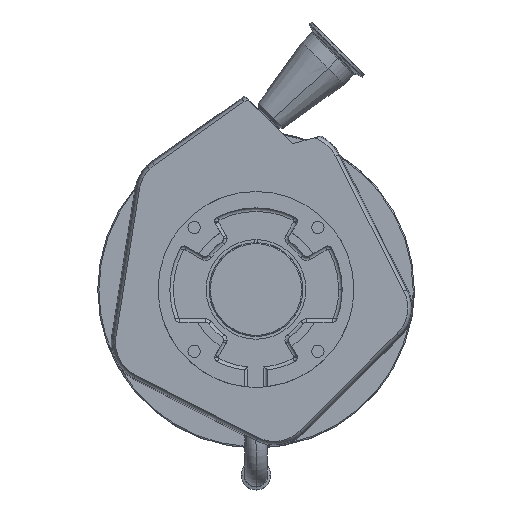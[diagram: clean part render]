
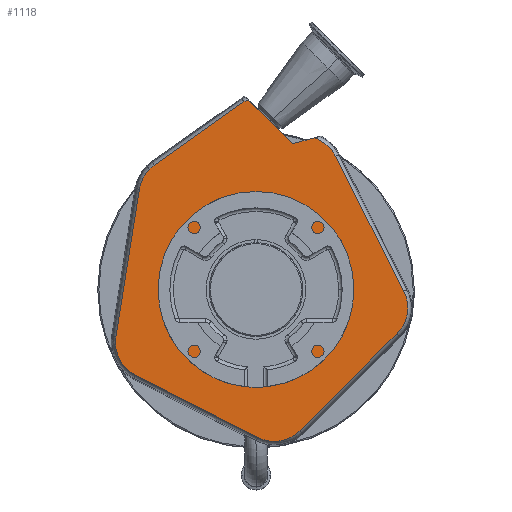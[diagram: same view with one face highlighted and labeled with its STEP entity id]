
A CAD part, top view. The second image highlights one B-rep face of the part: STEP entity #1118.
In plain terms, the highlighted planar face has unit normal (0, 0, 1).
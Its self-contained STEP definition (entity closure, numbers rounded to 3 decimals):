
#10 = CARTESIAN_POINT ( 'NONE',  ( 31.113, 124.451, -141.5 ) ) ;
#259 = VERTEX_POINT ( 'NONE', #2037 ) ;
#382 = EDGE_CURVE ( 'NONE', #1079, #1732, #5920, .T. ) ;
#487 = CIRCLE ( 'NONE', #13028, 55. ) ;
#572 = VECTOR ( 'NONE', #990, 1000. ) ;
#701 = VERTEX_POINT ( 'NONE', #7610 ) ;
#708 = VECTOR ( 'NONE', #7121, 1000. ) ;
#828 = VECTOR ( 'NONE', #9794, 1000. ) ;
#990 = DIRECTION ( 'NONE',  ( -0.707, 0.707, 0. ) ) ;
#1079 = VERTEX_POINT ( 'NONE', #5680 ) ;
#1118 = ADVANCED_FACE ( 'NONE', ( #11195, #5538 ), #4567, .T. ) ;
#1533 = DIRECTION ( 'NONE',  ( 0., 0., 1. ) ) ;
#1556 = ORIENTED_EDGE ( 'NONE', *, *, #1918, .F. ) ;
#1719 = VERTEX_POINT ( 'NONE', #5137 ) ;
#1732 = VERTEX_POINT ( 'NONE', #4985 ) ;
#1876 = VERTEX_POINT ( 'NONE', #10 ) ;
#1894 = CIRCLE ( 'NONE', #8380, 228.831 ) ;
#1918 = EDGE_CURVE ( 'NONE', #4296, #13419, #10977, .T. ) ;
#1963 = CARTESIAN_POINT ( 'NONE',  ( -38.891, 38.891, -141.5 ) ) ;
#2014 = VECTOR ( 'NONE', #2378, 1000. ) ;
#2028 = EDGE_CURVE ( 'NONE', #1732, #1719, #13387, .T. ) ;
#2037 = CARTESIAN_POINT ( 'NONE',  ( 126.103, -1.525, -141.5 ) ) ;
#2305 = DIRECTION ( 'NONE',  ( 0.707, -0.707, 0. ) ) ;
#2378 = DIRECTION ( 'NONE',  ( 0.45, -0.893, 0. ) ) ;
#2396 = CARTESIAN_POINT ( 'NONE',  ( -68.701, 80.723, -141.5 ) ) ;
#2516 = DIRECTION ( 'NONE',  ( -0.707, -0.707, 0. ) ) ;
#2618 = CARTESIAN_POINT ( 'NONE',  ( -159.395, 54.659, -141.5 ) ) ;
#2715 = DIRECTION ( 'NONE',  ( 0., 0., 1. ) ) ;
#2737 = DIRECTION ( 'NONE',  ( 0., 0., -1. ) ) ;
#2758 = DIRECTION ( 'NONE',  ( 0.707, -0.707, 0. ) ) ;
#2832 = CARTESIAN_POINT ( 'NONE',  ( -102.806, -72.944, -141.5 ) ) ;
#3016 = EDGE_CURVE ( 'NONE', #8916, #12640, #5472, .T. ) ;
#3017 = DIRECTION ( 'NONE',  ( 0., 0., 1. ) ) ;
#3410 = AXIS2_PLACEMENT_3D ( 'NONE', #6525, #8724, #13457 ) ;
#3499 = LINE ( 'NONE', #3648, #2014 ) ;
#3537 = CARTESIAN_POINT ( 'NONE',  ( 117.362, 147.561, -141.5 ) ) ;
#3588 = DIRECTION ( 'NONE',  ( 0.707, -0.707, 0. ) ) ;
#3624 = ORIENTED_EDGE ( 'NONE', *, *, #4997, .T. ) ;
#3648 = CARTESIAN_POINT ( 'NONE',  ( 100.078, 50.054, -141.5 ) ) ;
#3826 = CARTESIAN_POINT ( 'NONE',  ( 120.315, -37.605, -141.5 ) ) ;
#3868 = AXIS2_PLACEMENT_3D ( 'NONE', #10295, #13450, #12629 ) ;
#4090 = ORIENTED_EDGE ( 'NONE', *, *, #10942, .F. ) ;
#4191 = EDGE_CURVE ( 'NONE', #9090, #4296, #8663, .T. ) ;
#4296 = VERTEX_POINT ( 'NONE', #13143 ) ;
#4373 = VECTOR ( 'NONE', #9192, 1000. ) ;
#4382 = CARTESIAN_POINT ( 'NONE',  ( 98.275, -15.565, -141.5 ) ) ;
#4567 = PLANE ( 'NONE',  #3868 ) ;
#4637 = CARTESIAN_POINT ( 'NONE',  ( 77.782, 77.782, -141.5 ) ) ;
#4718 = EDGE_CURVE ( 'NONE', #4865, #4998, #5966, .T. ) ;
#4793 = CIRCLE ( 'NONE', #8407, 31.169 ) ;
#4822 = CARTESIAN_POINT ( 'NONE',  ( 38.891, -38.891, -141.5 ) ) ;
#4865 = VERTEX_POINT ( 'NONE', #11163 ) ;
#4871 = ORIENTED_EDGE ( 'NONE', *, *, #11897, .F. ) ;
#4985 = CARTESIAN_POINT ( 'NONE',  ( -10.264, 160.332, -141.5 ) ) ;
#4997 = EDGE_CURVE ( 'NONE', #5451, #1876, #9263, .T. ) ;
#4998 = VERTEX_POINT ( 'NONE', #8144 ) ;
#5046 = CARTESIAN_POINT ( 'NONE',  ( 1.415, -126.047, -141.5 ) ) ;
#5137 = CARTESIAN_POINT ( 'NONE',  ( -6.083, 161.646, -141.5 ) ) ;
#5274 = EDGE_CURVE ( 'NONE', #259, #10471, #11325, .T. ) ;
#5336 = ORIENTED_EDGE ( 'NONE', *, *, #14243, .F. ) ;
#5451 = VERTEX_POINT ( 'NONE', #14776 ) ;
#5472 = CIRCLE ( 'NONE', #5694, 55. ) ;
#5534 = ORIENTED_EDGE ( 'NONE', *, *, #14815, .T. ) ;
#5538 = FACE_OUTER_BOUND ( 'NONE', #14313, .T. ) ;
#5680 = CARTESIAN_POINT ( 'NONE',  ( -86.721, 106.155, -141.5 ) ) ;
#5694 = AXIS2_PLACEMENT_3D ( 'NONE', #13029, #2715, #7295 ) ;
#5920 = LINE ( 'NONE', #2618, #708 ) ;
#5966 = CIRCLE ( 'NONE', #9584, 31.169 ) ;
#6038 = CARTESIAN_POINT ( 'NONE',  ( 40.096, 99.742, -141.5 ) ) ;
#6113 = DIRECTION ( 'NONE',  ( 0.707, -0.707, 0. ) ) ;
#6144 = CARTESIAN_POINT ( 'NONE',  ( -119.44, -40.293, -141.5 ) ) ;
#6417 = AXIS2_PLACEMENT_3D ( 'NONE', #2396, #6973, #11569 ) ;
#6525 = CARTESIAN_POINT ( 'NONE',  ( -68.701, 80.723, -141.5 ) ) ;
#6816 = ORIENTED_EDGE ( 'NONE', *, *, #3016, .F. ) ;
#6966 = ORIENTED_EDGE ( 'NONE', *, *, #9990, .F. ) ;
#6973 = DIRECTION ( 'NONE',  ( 0., 0., -1. ) ) ;
#7091 = CARTESIAN_POINT ( 'NONE',  ( 12.046, -145.874, -141.5 ) ) ;
#7121 = DIRECTION ( 'NONE',  ( 0.816, 0.578, 0. ) ) ;
#7159 = ORIENTED_EDGE ( 'NONE', *, *, #5274, .F. ) ;
#7295 = DIRECTION ( 'NONE',  ( 0.707, -0.707, 0. ) ) ;
#7605 = DIRECTION ( 'NONE',  ( -0.707, 0.707, 0. ) ) ;
#7610 = CARTESIAN_POINT ( 'NONE',  ( -102.806, -72.944, -141.5 ) ) ;
#7666 = DIRECTION ( 'NONE',  ( -0.891, 0.454, 0. ) ) ;
#7779 = DIRECTION ( 'NONE',  ( 0., 0., -1. ) ) ;
#7811 = EDGE_CURVE ( 'NONE', #9111, #12659, #4793, .T. ) ;
#7887 = CARTESIAN_POINT ( 'NONE',  ( -88.655, -45.172, -141.5 ) ) ;
#8144 = CARTESIAN_POINT ( 'NONE',  ( 67.924, 113.783, -141.5 ) ) ;
#8380 = AXIS2_PLACEMENT_3D ( 'NONE', #13320, #3017, #7605 ) ;
#8407 = AXIS2_PLACEMENT_3D ( 'NONE', #12982, #2737, #6113 ) ;
#8580 = AXIS2_PLACEMENT_3D ( 'NONE', #10809, #13911, #3588 ) ;
#8663 = LINE ( 'NONE', #9957, #828 ) ;
#8682 = DIRECTION ( 'NONE',  ( 0., 0., -1. ) ) ;
#8724 = DIRECTION ( 'NONE',  ( 0., 0., -1. ) ) ;
#8916 = VERTEX_POINT ( 'NONE', #1963 ) ;
#9062 = ORIENTED_EDGE ( 'NONE', *, *, #9246, .F. ) ;
#9090 = VERTEX_POINT ( 'NONE', #6144 ) ;
#9111 = VERTEX_POINT ( 'NONE', #14065 ) ;
#9166 = ORIENTED_EDGE ( 'NONE', *, *, #4718, .F. ) ;
#9192 = DIRECTION ( 'NONE',  ( -0.966, -0.259, 0. ) ) ;
#9246 = EDGE_CURVE ( 'NONE', #13419, #1079, #9669, .T. ) ;
#9263 = LINE ( 'NONE', #3537, #4373 ) ;
#9406 = AXIS2_PLACEMENT_3D ( 'NONE', #7887, #12624, #2305 ) ;
#9561 = ORIENTED_EDGE ( 'NONE', *, *, #12025, .F. ) ;
#9584 = AXIS2_PLACEMENT_3D ( 'NONE', #6038, #8682, #11827 ) ;
#9669 = CIRCLE ( 'NONE', #3410, 31.169 ) ;
#9794 = DIRECTION ( 'NONE',  ( 0.157, 0.988, 0. ) ) ;
#9807 = ORIENTED_EDGE ( 'NONE', *, *, #4191, .F. ) ;
#9957 = CARTESIAN_POINT ( 'NONE',  ( -119.44, -40.293, -141.5 ) ) ;
#9990 = EDGE_CURVE ( 'NONE', #10471, #9111, #13953, .T. ) ;
#10295 = CARTESIAN_POINT ( 'NONE',  ( 123.744, 123.744, -141.5 ) ) ;
#10377 = CIRCLE ( 'NONE', #9406, 31.169 ) ;
#10471 = VERTEX_POINT ( 'NONE', #3826 ) ;
#10650 = CARTESIAN_POINT ( 'NONE',  ( 0., 0., -141.5 ) ) ;
#10809 = CARTESIAN_POINT ( 'NONE',  ( -6.135, 154.505, -141.5 ) ) ;
#10942 = EDGE_CURVE ( 'NONE', #12659, #701, #13145, .T. ) ;
#10975 = ORIENTED_EDGE ( 'NONE', *, *, #2028, .F. ) ;
#10977 = CIRCLE ( 'NONE', #6417, 31.169 ) ;
#11061 = DIRECTION ( 'NONE',  ( 0.707, -0.707, 0. ) ) ;
#11163 = CARTESIAN_POINT ( 'NONE',  ( 52.073, 128.519, -141.5 ) ) ;
#11195 = FACE_BOUND ( 'NONE', #13191, .T. ) ;
#11278 = CARTESIAN_POINT ( 'NONE',  ( -90.741, 102.763, -141.5 ) ) ;
#11325 = CIRCLE ( 'NONE', #12303, 31.169 ) ;
#11569 = DIRECTION ( 'NONE',  ( 0.707, -0.707, 0. ) ) ;
#11827 = DIRECTION ( 'NONE',  ( 0.707, -0.707, 0. ) ) ;
#11897 = EDGE_CURVE ( 'NONE', #12640, #8916, #487, .T. ) ;
#12025 = EDGE_CURVE ( 'NONE', #701, #9090, #10377, .T. ) ;
#12303 = AXIS2_PLACEMENT_3D ( 'NONE', #4382, #7779, #11061 ) ;
#12418 = VECTOR ( 'NONE', #2516, 1000. ) ;
#12624 = DIRECTION ( 'NONE',  ( 0., 0., -1. ) ) ;
#12629 = DIRECTION ( 'NONE',  ( 0.707, -0.707, 0. ) ) ;
#12640 = VERTEX_POINT ( 'NONE', #4822 ) ;
#12659 = VERTEX_POINT ( 'NONE', #5046 ) ;
#12982 = CARTESIAN_POINT ( 'NONE',  ( 15.565, -98.275, -141.5 ) ) ;
#13028 = AXIS2_PLACEMENT_3D ( 'NONE', #10650, #1533, #2758 ) ;
#13029 = CARTESIAN_POINT ( 'NONE',  ( 0., 0., -141.5 ) ) ;
#13133 = ORIENTED_EDGE ( 'NONE', *, *, #7811, .F. ) ;
#13143 = CARTESIAN_POINT ( 'NONE',  ( -99.486, 85.602, -141.5 ) ) ;
#13145 = LINE ( 'NONE', #2832, #14297 ) ;
#13191 = EDGE_LOOP ( 'NONE', ( #4871, #6816 ) ) ;
#13320 = CARTESIAN_POINT ( 'NONE',  ( 139.999, 339.783, -141.5 ) ) ;
#13387 = CIRCLE ( 'NONE', #8580, 7.141 ) ;
#13419 = VERTEX_POINT ( 'NONE', #11278 ) ;
#13450 = DIRECTION ( 'NONE',  ( 0., 0., 1. ) ) ;
#13457 = DIRECTION ( 'NONE',  ( 0.707, -0.707, 0. ) ) ;
#13549 = ORIENTED_EDGE ( 'NONE', *, *, #14892, .F. ) ;
#13911 = DIRECTION ( 'NONE',  ( 0., 0., -1. ) ) ;
#13953 = LINE ( 'NONE', #7091, #12418 ) ;
#14065 = CARTESIAN_POINT ( 'NONE',  ( 37.605, -120.315, -141.5 ) ) ;
#14243 = EDGE_CURVE ( 'NONE', #5451, #4865, #1894, .T. ) ;
#14297 = VECTOR ( 'NONE', #7666, 1000. ) ;
#14313 = EDGE_LOOP ( 'NONE', ( #5336, #3624, #5534, #10975, #14708, #9062, #1556, #9807, #9561, #4090, #13133, #6966, #7159, #13549, #9166 ) ) ;
#14708 = ORIENTED_EDGE ( 'NONE', *, *, #382, .F. ) ;
#14776 = CARTESIAN_POINT ( 'NONE',  ( 49.83, 129.466, -141.5 ) ) ;
#14815 = EDGE_CURVE ( 'NONE', #1876, #1719, #14958, .T. ) ;
#14892 = EDGE_CURVE ( 'NONE', #4998, #259, #3499, .T. ) ;
#14958 = LINE ( 'NONE', #4637, #572 ) ;
